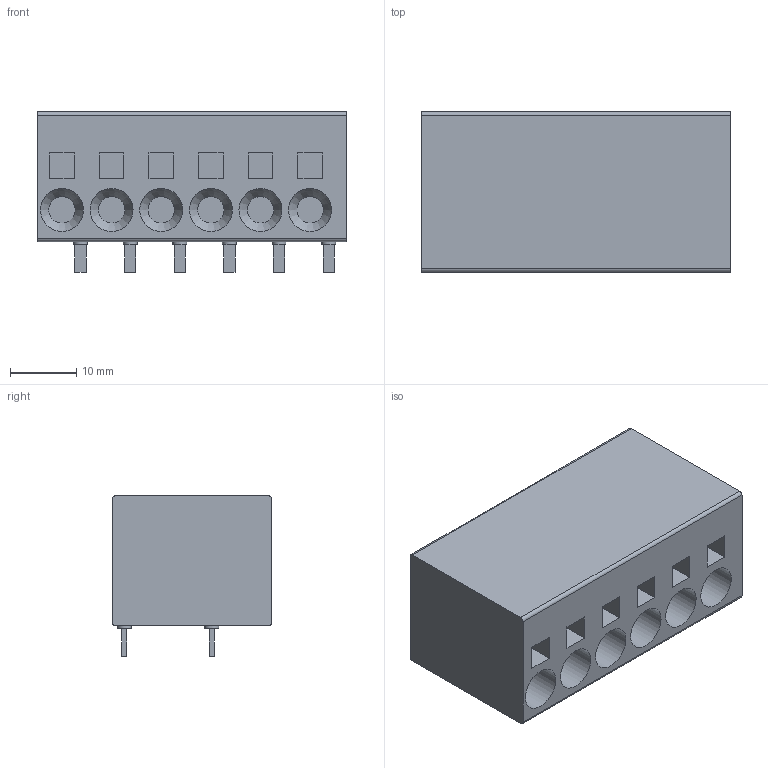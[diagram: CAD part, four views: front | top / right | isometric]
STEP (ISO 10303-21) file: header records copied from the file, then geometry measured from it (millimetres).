
FILE_DESCRIPTION(/* description */ ('model of PhoenixContact_SPT_5_6-H-7.5-ZB_1x06_P7.5mm_Horizontal'),/* implementation_level */ '2;1');
FILE_NAME(/* name */ 'PhoenixContact_SPT_5_6-H-7.5-ZB_1x06_P7.5mm_Horizontal.step',/* time_stamp */ '2023-01-30T13:57:57',/* author */ ('KiCAD','kicad'),/* organization */ ('OCCT'),/* preprocessor_version */ '',/* originating_system */ 'KiCAD',/* authorisation */ '');
FILE_SCHEMA(('AUTOMOTIVE_DESIGN { 1 0 10303 214 1 1 1 1 }'));
Length unit declared in the file: millimetre
Products named in the file (7): CQ assembly; b762cd0e-a09d-11ed-8f45-a0cec80452fd; b762cd0e-a09d-11ed-8f45-a0cec80452fd_part; b762d16e-a09d-11ed-8f45-a0cec80452fd; b762d16e-a09d-11ed-8f45-a0cec80452fd_part; b762d434-a09d-11ed-8f45-a0cec80452fd; b762d434-a09d-11ed-8f45-a0cec80452fd_part
Assembly tree (6 placements, depth 4):
  CQ assembly
    b762cd0e-a09d-11ed-8f45-a0cec80452fd
      b762cd0e-a09d-11ed-8f45-a0cec80452fd_part
      b762d16e-a09d-11ed-8f45-a0cec80452fd
        b762d16e-a09d-11ed-8f45-a0cec80452fd_part
      b762d434-a09d-11ed-8f45-a0cec80452fd
        b762d434-a09d-11ed-8f45-a0cec80452fd_part
Bounding box: 46.8 x 24.15 x 24.2 mm (x, y, z)
Volume: 20260.5 mm3; surface area: 6544.9 mm2
Topology: 7 solids, 7 shells, 106 faces, 216 edges, 142 vertices
Faces by surface type: plane 84, cylinder 16, cone 6
Full cylindrical faces by diameter (mm): 2.1 x6, 6.5 x6
Entity records: 2909 total; most frequent: DIRECTION 480, CARTESIAN_POINT 471, ORIENTED_EDGE 432, EDGE_CURVE 216, LINE 178, VECTOR 178, AXIS2_PLACEMENT_3D 151, VERTEX_POINT 142
